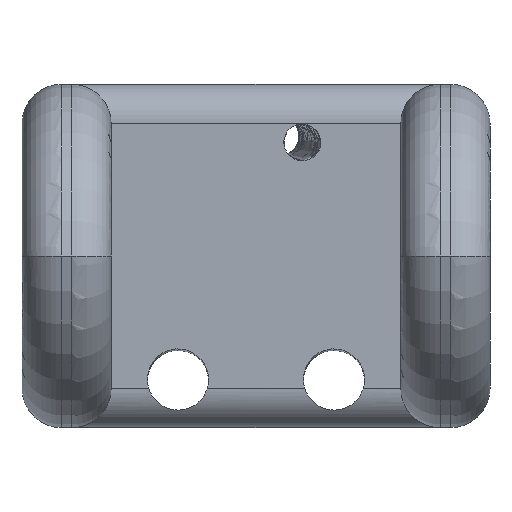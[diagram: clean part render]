
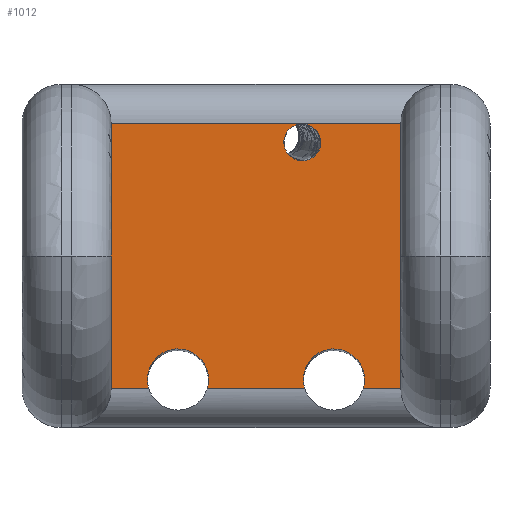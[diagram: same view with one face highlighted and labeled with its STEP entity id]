
A CAD part, front view. The second image highlights one B-rep face of the part: STEP entity #1012.
In plain terms, the highlighted planar face has unit normal (0, -1, 0).
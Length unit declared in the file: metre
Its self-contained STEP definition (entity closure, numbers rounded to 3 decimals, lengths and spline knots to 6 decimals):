
#66=ELLIPSE('',#1104,0.001245,0.001245);
#67=ELLIPSE('',#1105,0.001245,0.001245);
#80=B_SPLINE_CURVE_WITH_KNOTS('',3,(#1622,#1623,#1624,#1625,#1626,#1627,
#1628,#1629,#1630,#1631,#1632),.UNSPECIFIED.,.T.,.F.,(1,1,1,1,1,1,1,1,1,
1,1,1,1,1,1),(-0.001759,-0.001173,-0.000586,
0.,0.000586,0.001173,0.001759,0.002345,
0.002931,0.003518,0.004104,0.00469,
0.005276,0.005863,0.006449),
 .UNSPECIFIED.);
#103=LINE('',#1616,#161);
#105=LINE('',#1634,#163);
#106=LINE('',#1639,#164);
#107=LINE('',#1641,#165);
#108=LINE('',#1643,#166);
#109=LINE('',#1644,#167);
#161=VECTOR('',#1268,1.);
#163=VECTOR('',#1274,1.);
#164=VECTOR('',#1277,1.);
#165=VECTOR('',#1278,1.);
#166=VECTOR('',#1279,1.);
#167=VECTOR('',#1280,1.);
#234=ORIENTED_EDGE('',*,*,#542,.T.);
#235=ORIENTED_EDGE('',*,*,#543,.T.);
#236=ORIENTED_EDGE('',*,*,#544,.T.);
#237=ORIENTED_EDGE('',*,*,#545,.T.);
#238=ORIENTED_EDGE('',*,*,#546,.F.);
#239=ORIENTED_EDGE('',*,*,#547,.T.);
#240=ORIENTED_EDGE('',*,*,#539,.T.);
#241=ORIENTED_EDGE('',*,*,#548,.T.);
#242=ORIENTED_EDGE('',*,*,#549,.T.);
#539=EDGE_CURVE('',#694,#693,#103,.T.);
#542=EDGE_CURVE('',#696,#696,#80,.T.);
#543=EDGE_CURVE('',#697,#698,#105,.T.);
#544=EDGE_CURVE('',#698,#699,#66,.T.);
#545=EDGE_CURVE('',#699,#700,#106,.T.);
#546=EDGE_CURVE('',#701,#700,#107,.T.);
#547=EDGE_CURVE('',#701,#694,#108,.F.);
#548=EDGE_CURVE('',#693,#702,#109,.T.);
#549=EDGE_CURVE('',#702,#697,#67,.T.);
#693=VERTEX_POINT('',#1615);
#694=VERTEX_POINT('',#1617);
#696=VERTEX_POINT('',#1633);
#697=VERTEX_POINT('',#1635);
#698=VERTEX_POINT('',#1636);
#699=VERTEX_POINT('',#1638);
#700=VERTEX_POINT('',#1640);
#701=VERTEX_POINT('',#1642);
#702=VERTEX_POINT('',#1645);
#841=EDGE_LOOP('',(#234));
#842=EDGE_LOOP('',(#235,#236,#237,#238,#239,#240,#241,#242));
#923=FACE_BOUND('',#841,.T.);
#924=FACE_BOUND('',#842,.T.);
#1001=PLANE('',#1103);
#1012=ADVANCED_FACE('',(#923,#924),#1001,.F.);
#1103=AXIS2_PLACEMENT_3D('',#1621,#1272,#1273);
#1104=AXIS2_PLACEMENT_3D('',#1637,#1275,#1276);
#1105=AXIS2_PLACEMENT_3D('',#1646,#1281,#1282);
#1268=DIRECTION('',(0.,0.,-1.));
#1272=DIRECTION('',(0.,1.,0.));
#1273=DIRECTION('',(0.,0.,1.));
#1274=DIRECTION('',(1.,0.,0.));
#1275=DIRECTION('',(0.,1.,0.));
#1276=DIRECTION('',(0.,0.,1.));
#1277=DIRECTION('',(1.,0.,0.));
#1278=DIRECTION('',(0.,0.,-1.));
#1279=DIRECTION('',(1.,0.,0.));
#1280=DIRECTION('',(1.,0.,0.));
#1281=DIRECTION('',(0.,1.,0.));
#1282=DIRECTION('',(0.,0.,1.));
#1615=CARTESIAN_POINT('',(-0.004292,0.093513,0.00414));
#1616=CARTESIAN_POINT('',(-0.004292,0.093513,0.01651));
#1617=CARTESIAN_POINT('',(-0.004292,0.093513,0.01491));
#1621=CARTESIAN_POINT('',(0.001606,0.093513,0.01651));
#1622=CARTESIAN_POINT('',(0.004081,0.093513,0.013565));
#1623=CARTESIAN_POINT('',(0.003492,0.093513,0.013322));
#1624=CARTESIAN_POINT('',(0.002904,0.093513,0.013565));
#1625=CARTESIAN_POINT('',(0.002659,0.093513,0.014151));
#1626=CARTESIAN_POINT('',(0.002903,0.093513,0.01474));
#1627=CARTESIAN_POINT('',(0.003491,0.093513,0.014982));
#1628=CARTESIAN_POINT('',(0.004078,0.093513,0.01474));
#1629=CARTESIAN_POINT('',(0.004324,0.093513,0.014153));
#1630=CARTESIAN_POINT('',(0.004081,0.093513,0.013565));
#1631=CARTESIAN_POINT('',(0.003492,0.093513,0.013322));
#1632=CARTESIAN_POINT('',(0.002904,0.093513,0.013565));
#1633=CARTESIAN_POINT('',(0.003492,0.093513,0.013403));
#1634=CARTESIAN_POINT('',(0.001606,0.093513,0.00414));
#1635=CARTESIAN_POINT('',(-0.000377,0.093513,0.00414));
#1636=CARTESIAN_POINT('',(0.003589,0.093513,0.00414));
#1637=CARTESIAN_POINT('',(0.004781,0.093513,0.004499));
#1638=CARTESIAN_POINT('',(0.005973,0.093513,0.00414));
#1639=CARTESIAN_POINT('',(0.001606,0.093513,0.00414));
#1640=CARTESIAN_POINT('',(0.007505,0.093513,0.00414));
#1641=CARTESIAN_POINT('',(0.007505,0.093513,0.01651));
#1642=CARTESIAN_POINT('',(0.007505,0.093513,0.01491));
#1643=CARTESIAN_POINT('',(-0.004292,0.093513,0.01491));
#1644=CARTESIAN_POINT('',(0.001606,0.093513,0.00414));
#1645=CARTESIAN_POINT('',(-0.002761,0.093513,0.00414));
#1646=CARTESIAN_POINT('',(-0.001569,0.093513,0.004499));
